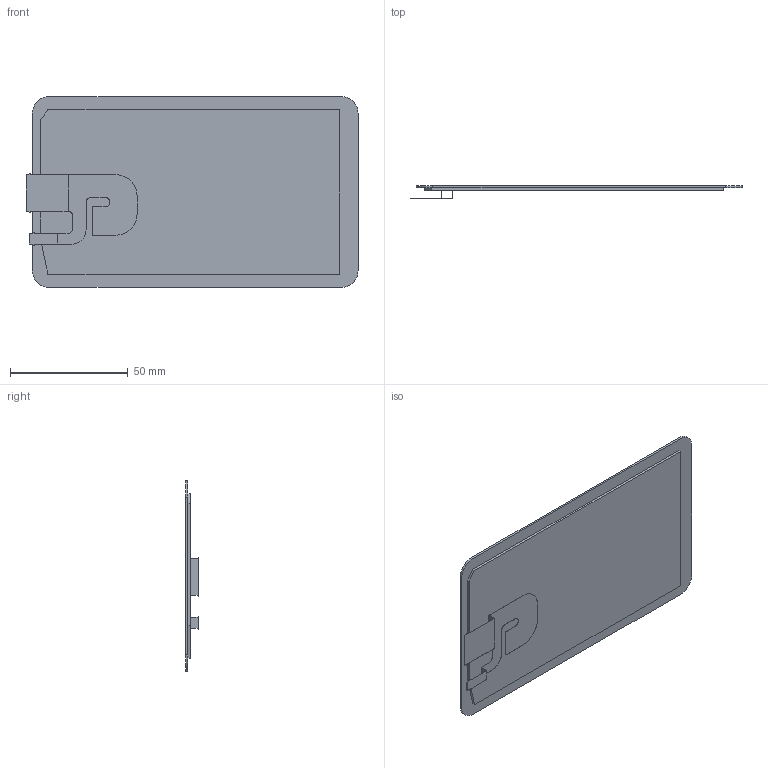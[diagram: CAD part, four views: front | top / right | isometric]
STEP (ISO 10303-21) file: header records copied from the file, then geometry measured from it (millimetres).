
FILE_DESCRIPTION(/* description */ (''),/* implementation_level */ '2;1');
FILE_NAME(/* name */ 'ET055FH06-GT.step',/* time_stamp */ '2025-07-01T17:23:52+09:00',/* author */ (''),/* organization */ (''),/* preprocessor_version */ 'ST-DEVELOPER v20.1',/* originating_system */ 'Autodesk Translation Framework v14.10.0.0',/* authorisation */ '');
FILE_SCHEMA (('AUTOMOTIVE_DESIGN { 1 0 10303 214 3 1 1 }'));
Length unit declared in the file: millimetre
Products named in the file (1): OLED Panel 5.5 inch
Bounding box: 140.92 x 5.4 x 81 mm (x, y, z)
Volume: 19826.1 mm3; surface area: 25284 mm2
Topology: 2 solids, 2 shells, 113 faces, 320 edges, 213 vertices
Faces by surface type: plane 86, cylinder 27
Entity records: 3686 total; most frequent: CARTESIAN_POINT 647, ORIENTED_EDGE 640, DIRECTION 602, EDGE_CURVE 320, LINE 266, VECTOR 266, VERTEX_POINT 213, AXIS2_PLACEMENT_3D 168
